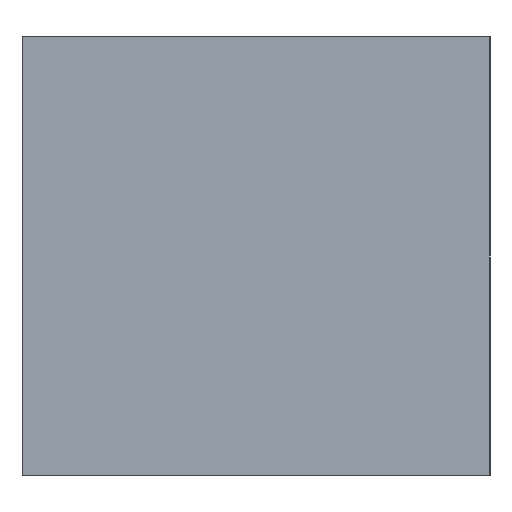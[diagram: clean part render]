
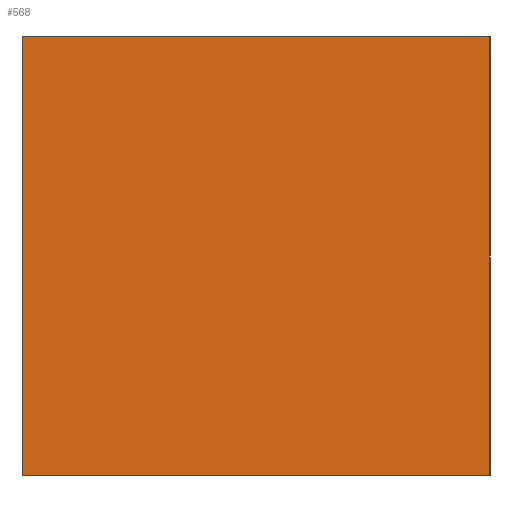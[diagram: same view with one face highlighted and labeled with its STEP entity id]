
A CAD part, left-side view. The second image highlights one B-rep face of the part: STEP entity #568.
In plain terms, the highlighted planar face has unit normal (-1, 0, 0).
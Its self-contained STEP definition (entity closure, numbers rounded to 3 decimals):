
#31=PLANE('',#633);
#68=FACE_OUTER_BOUND('',#99,.T.);
#99=EDGE_LOOP('',(#522,#523,#524,#525));
#111=LINE('',#857,#166);
#141=LINE('',#970,#196);
#152=LINE('',#994,#207);
#155=LINE('',#998,#210);
#166=VECTOR('',#673,10.);
#196=VECTOR('',#753,10.);
#207=VECTOR('',#784,10.);
#210=VECTOR('',#789,10.);
#248=VERTEX_POINT('',#854);
#249=VERTEX_POINT('',#856);
#283=VERTEX_POINT('',#968);
#286=VERTEX_POINT('',#993);
#306=EDGE_CURVE('',#249,#248,#111,.T.);
#353=EDGE_CURVE('',#248,#283,#141,.T.);
#364=EDGE_CURVE('',#286,#249,#152,.T.);
#367=EDGE_CURVE('',#283,#286,#155,.T.);
#522=ORIENTED_EDGE('',*,*,#353,.T.);
#523=ORIENTED_EDGE('',*,*,#367,.T.);
#524=ORIENTED_EDGE('',*,*,#364,.T.);
#525=ORIENTED_EDGE('',*,*,#306,.T.);
#568=ADVANCED_FACE('',(#68),#31,.T.);
#633=AXIS2_PLACEMENT_3D('',#999,#790,#791);
#673=DIRECTION('',(0.,0.,-1.));
#753=DIRECTION('',(0.,-1.,0.));
#784=DIRECTION('',(0.,1.,0.));
#789=DIRECTION('',(0.,0.,1.));
#790=DIRECTION('center_axis',(-1.,0.,0.));
#791=DIRECTION('ref_axis',(0.,0.,1.));
#854=CARTESIAN_POINT('',(-32.,8.,-56.));
#856=CARTESIAN_POINT('',(-32.,8.,-50.));
#857=CARTESIAN_POINT('',(-32.,8.,-54.3));
#968=CARTESIAN_POINT('',(-32.,1.6,-56.));
#970=CARTESIAN_POINT('',(-32.,3.,-56.));
#993=CARTESIAN_POINT('',(-32.,1.6,-50.));
#994=CARTESIAN_POINT('',(-32.,1.6,-50.));
#998=CARTESIAN_POINT('',(-32.,1.6,-56.));
#999=CARTESIAN_POINT('Origin',(-32.,4.8,-53.));
